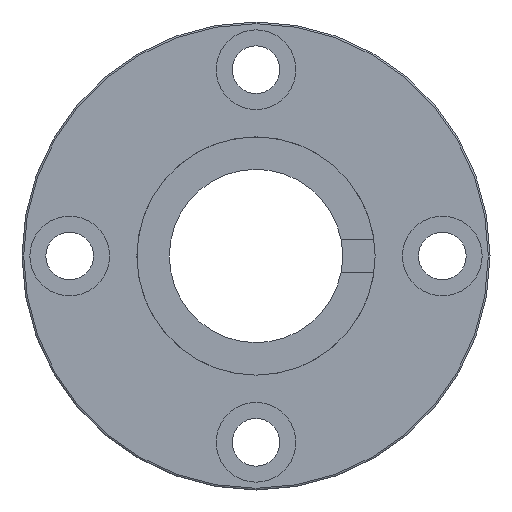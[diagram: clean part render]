
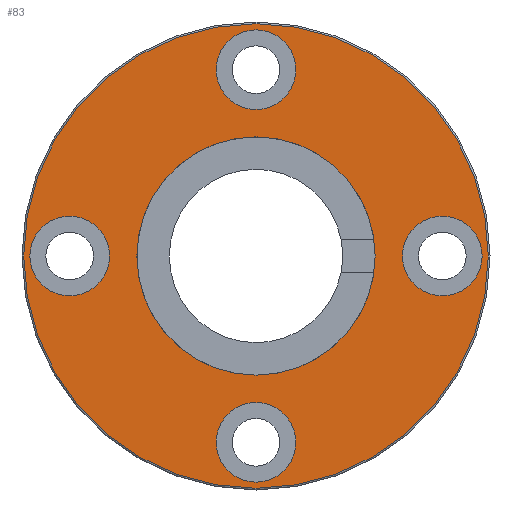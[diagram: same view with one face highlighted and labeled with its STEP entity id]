
A CAD part, left-side view. The second image highlights one B-rep face of the part: STEP entity #83.
In plain terms, the highlighted planar face has unit normal (-1, 0, 0).
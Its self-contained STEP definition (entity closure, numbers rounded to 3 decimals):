
#83 = ADVANCED_FACE( '', ( #128, #129, #130, #131, #132, #133 ), #134, .T. );
#128 = FACE_BOUND( '', #221, .T. );
#129 = FACE_BOUND( '', #222, .T. );
#130 = FACE_BOUND( '', #223, .T. );
#131 = FACE_BOUND( '', #224, .T. );
#132 = FACE_BOUND( '', #225, .T. );
#133 = FACE_OUTER_BOUND( '', #226, .T. );
#134 = PLANE( '', #227 );
#221 = EDGE_LOOP( '', ( #348 ) );
#222 = EDGE_LOOP( '', ( #349 ) );
#223 = EDGE_LOOP( '', ( #350 ) );
#224 = EDGE_LOOP( '', ( #351 ) );
#225 = EDGE_LOOP( '', ( #352 ) );
#226 = EDGE_LOOP( '', ( #353 ) );
#227 = AXIS2_PLACEMENT_3D( '', #354, #355, #356 );
#348 = ORIENTED_EDGE( '', *, *, #506, .T. );
#349 = ORIENTED_EDGE( '', *, *, #510, .T. );
#350 = ORIENTED_EDGE( '', *, *, #511, .T. );
#351 = ORIENTED_EDGE( '', *, *, #512, .F. );
#352 = ORIENTED_EDGE( '', *, *, #513, .F. );
#353 = ORIENTED_EDGE( '', *, *, #514, .F. );
#354 = CARTESIAN_POINT( '', ( 0., 26.8, 0. ) );
#355 = DIRECTION( '', ( -1., 0., 0. ) );
#356 = DIRECTION( '', ( 0., 0., 1. ) );
#506 = EDGE_CURVE( '', #574, #574, #575, .T. );
#510 = EDGE_CURVE( '', #581, #581, #582, .F. );
#511 = EDGE_CURVE( '', #583, #583, #584, .T. );
#512 = EDGE_CURVE( '', #585, #585, #586, .T. );
#513 = EDGE_CURVE( '', #587, #587, #588, .T. );
#514 = EDGE_CURVE( '', #589, #589, #590, .T. );
#574 = VERTEX_POINT( '', #674 );
#575 = CIRCLE( '', #675, 13.75 );
#581 = VERTEX_POINT( '', #683 );
#582 = CIRCLE( '', #684, 4.6 );
#583 = VERTEX_POINT( '', #685 );
#584 = CIRCLE( '', #686, 4.6 );
#585 = VERTEX_POINT( '', #687 );
#586 = CIRCLE( '', #688, 4.6 );
#587 = VERTEX_POINT( '', #689 );
#588 = CIRCLE( '', #690, 4.6 );
#589 = VERTEX_POINT( '', #691 );
#590 = CIRCLE( '', #692, 26.8 );
#674 = CARTESIAN_POINT( '', ( 0., 0., -13.75 ) );
#675 = AXIS2_PLACEMENT_3D( '', #775, #776, #777 );
#683 = CARTESIAN_POINT( '', ( 0., 21.5, 4.6 ) );
#684 = AXIS2_PLACEMENT_3D( '', #783, #784, #785 );
#685 = CARTESIAN_POINT( '', ( 0., 0., -26.1 ) );
#686 = AXIS2_PLACEMENT_3D( '', #786, #787, #788 );
#687 = CARTESIAN_POINT( '', ( 0., 0., 26.1 ) );
#688 = AXIS2_PLACEMENT_3D( '', #789, #790, #791 );
#689 = CARTESIAN_POINT( '', ( 0., -21.5, 4.6 ) );
#690 = AXIS2_PLACEMENT_3D( '', #792, #793, #794 );
#691 = CARTESIAN_POINT( '', ( 0., 0., -26.8 ) );
#692 = AXIS2_PLACEMENT_3D( '', #795, #796, #797 );
#775 = CARTESIAN_POINT( '', ( 0., 0., 0. ) );
#776 = DIRECTION( '', ( 1., 0., 0. ) );
#777 = DIRECTION( '', ( 0., 0., -1. ) );
#783 = CARTESIAN_POINT( '', ( 0., 21.5, 0. ) );
#784 = DIRECTION( '', ( -1., 0., 0. ) );
#785 = DIRECTION( '', ( 0., 0., 1. ) );
#786 = CARTESIAN_POINT( '', ( 0., 0., -21.5 ) );
#787 = DIRECTION( '', ( 1., 0., 0. ) );
#788 = DIRECTION( '', ( 0., 0., -1. ) );
#789 = CARTESIAN_POINT( '', ( 0., 0., 21.5 ) );
#790 = DIRECTION( '', ( -1., 0., 0. ) );
#791 = DIRECTION( '', ( 0., 0., 1. ) );
#792 = CARTESIAN_POINT( '', ( 0., -21.5, 0. ) );
#793 = DIRECTION( '', ( -1., 0., 0. ) );
#794 = DIRECTION( '', ( 0., 0., 1. ) );
#795 = CARTESIAN_POINT( '', ( 0., 0., 0. ) );
#796 = DIRECTION( '', ( 1., 0., 0. ) );
#797 = DIRECTION( '', ( 0., 0., -1. ) );
